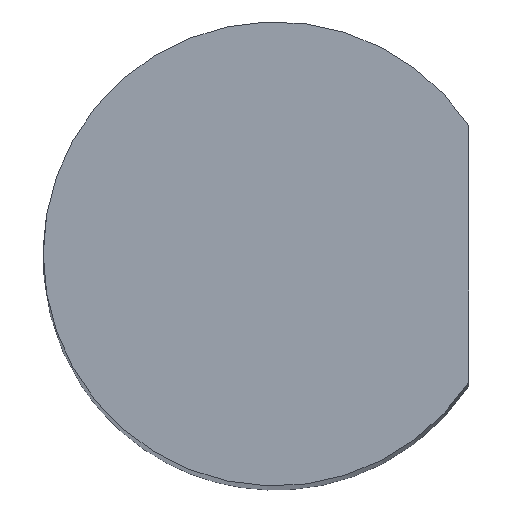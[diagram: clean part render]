
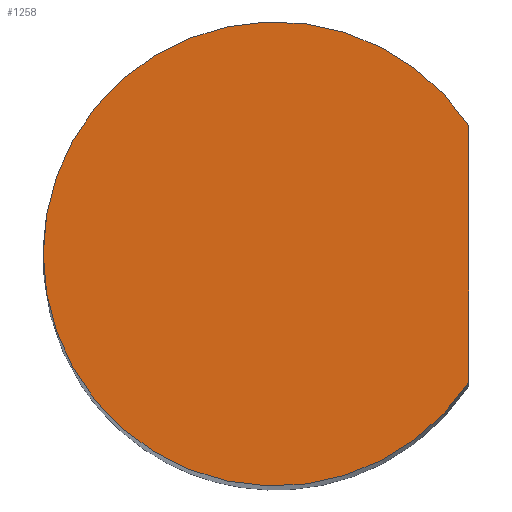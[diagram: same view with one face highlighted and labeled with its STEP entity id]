
A CAD part, top view. The second image highlights one B-rep face of the part: STEP entity #1258.
In plain terms, the highlighted planar face has unit normal (0, 0, 1).
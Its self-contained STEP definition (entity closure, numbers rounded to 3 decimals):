
#460 = CYLINDRICAL_SURFACE('',#461,10.8);
#461 = AXIS2_PLACEMENT_3D('',#462,#463,#464);
#462 = CARTESIAN_POINT('',(0.,-4.95,6.5));
#463 = DIRECTION('',(0.,0.,-1.));
#464 = DIRECTION('',(-1.,0.,0.));
#544 = PLANE('',#545);
#545 = AXIS2_PLACEMENT_3D('',#546,#547,#548);
#546 = CARTESIAN_POINT('',(9.,-10.92,6.5));
#547 = DIRECTION('',(-1.,0.,0.));
#548 = DIRECTION('',(0.,1.,0.));
#1070 = VERTEX_POINT('',#1071);
#1071 = CARTESIAN_POINT('',(9.,-10.92,121.5));
#1092 = EDGE_CURVE('',#1070,#1093,#1095,.T.);
#1093 = VERTEX_POINT('',#1094);
#1094 = CARTESIAN_POINT('',(9.,1.02,121.5));
#1095 = SURFACE_CURVE('',#1096,(#1100,#1107),.PCURVE_S1.);
#1096 = LINE('',#1097,#1098);
#1097 = CARTESIAN_POINT('',(9.,-10.92,121.5));
#1098 = VECTOR('',#1099,1.);
#1099 = DIRECTION('',(0.,1.,0.));
#1100 = PCURVE('',#544,#1101);
#1101 = DEFINITIONAL_REPRESENTATION('',(#1102),#1106);
#1102 = LINE('',#1103,#1104);
#1103 = CARTESIAN_POINT('',(0.,-115.));
#1104 = VECTOR('',#1105,1.);
#1105 = DIRECTION('',(1.,0.));
#1106 = ( GEOMETRIC_REPRESENTATION_CONTEXT(2) 
PARAMETRIC_REPRESENTATION_CONTEXT() REPRESENTATION_CONTEXT('2D SPACE',''
  ) );
#1107 = PCURVE('',#1108,#1113);
#1108 = PLANE('',#1109);
#1109 = AXIS2_PLACEMENT_3D('',#1110,#1111,#1112);
#1110 = CARTESIAN_POINT('',(0.371,-4.95,121.5));
#1111 = DIRECTION('',(0.,0.,1.));
#1112 = DIRECTION('',(1.,0.,0.));
#1113 = DEFINITIONAL_REPRESENTATION('',(#1114),#1118);
#1114 = LINE('',#1115,#1116);
#1115 = CARTESIAN_POINT('',(8.629,-5.97));
#1116 = VECTOR('',#1117,1.);
#1117 = DIRECTION('',(0.,1.));
#1118 = ( GEOMETRIC_REPRESENTATION_CONTEXT(2) 
PARAMETRIC_REPRESENTATION_CONTEXT() REPRESENTATION_CONTEXT('2D SPACE',''
  ) );
#1232 = EDGE_CURVE('',#1093,#1070,#1233,.T.);
#1233 = SURFACE_CURVE('',#1234,(#1239,#1246),.PCURVE_S1.);
#1234 = CIRCLE('',#1235,10.8);
#1235 = AXIS2_PLACEMENT_3D('',#1236,#1237,#1238);
#1236 = CARTESIAN_POINT('',(0.,-4.95,121.5));
#1237 = DIRECTION('',(0.,0.,1.));
#1238 = DIRECTION('',(-1.,0.,0.));
#1239 = PCURVE('',#460,#1240);
#1240 = DEFINITIONAL_REPRESENTATION('',(#1241),#1245);
#1241 = LINE('',#1242,#1243);
#1242 = CARTESIAN_POINT('',(-0.,-115.));
#1243 = VECTOR('',#1244,1.);
#1244 = DIRECTION('',(-1.,0.));
#1245 = ( GEOMETRIC_REPRESENTATION_CONTEXT(2) 
PARAMETRIC_REPRESENTATION_CONTEXT() REPRESENTATION_CONTEXT('2D SPACE',''
  ) );
#1246 = PCURVE('',#1108,#1247);
#1247 = DEFINITIONAL_REPRESENTATION('',(#1248),#1252);
#1248 = CIRCLE('',#1249,10.8);
#1249 = AXIS2_PLACEMENT_2D('',#1250,#1251);
#1250 = CARTESIAN_POINT('',(-0.371,0.));
#1251 = DIRECTION('',(-1.,0.));
#1252 = ( GEOMETRIC_REPRESENTATION_CONTEXT(2) 
PARAMETRIC_REPRESENTATION_CONTEXT() REPRESENTATION_CONTEXT('2D SPACE',''
  ) );
#1258 = ADVANCED_FACE('',(#1259),#1108,.T.);
#1259 = FACE_BOUND('',#1260,.T.);
#1260 = EDGE_LOOP('',(#1261,#1262));
#1261 = ORIENTED_EDGE('',*,*,#1092,.T.);
#1262 = ORIENTED_EDGE('',*,*,#1232,.T.);
